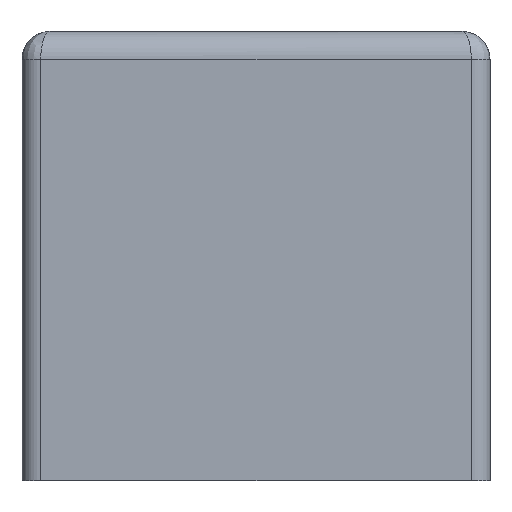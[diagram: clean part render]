
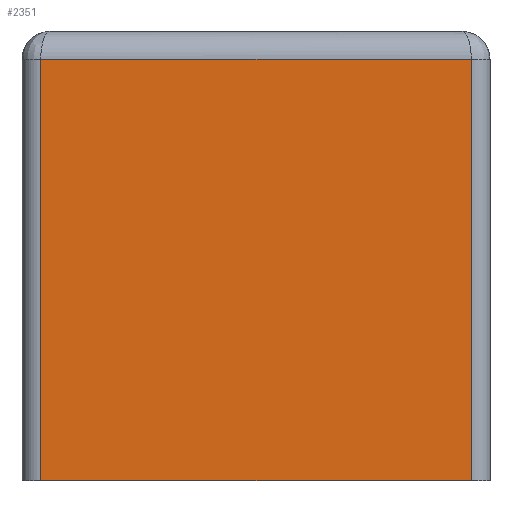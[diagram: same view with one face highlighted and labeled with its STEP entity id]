
A CAD part, left-side view. The second image highlights one B-rep face of the part: STEP entity #2351.
In plain terms, the highlighted planar face has unit normal (-1, 0, 0).
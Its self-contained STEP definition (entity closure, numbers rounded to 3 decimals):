
#391 = VERTEX_POINT ( 'NONE', #2883 ) ;
#743 = VECTOR ( 'NONE', #3135, 1000. ) ;
#788 = ORIENTED_EDGE ( 'NONE', *, *, #975, .T. ) ;
#930 = ORIENTED_EDGE ( 'NONE', *, *, #1990, .T. ) ;
#962 = LINE ( 'NONE', #1503, #743 ) ;
#970 = CARTESIAN_POINT ( 'NONE',  ( -25.5, -11.5, 24. ) ) ;
#975 = EDGE_CURVE ( 'NONE', #3064, #391, #2256, .T. ) ;
#994 = LINE ( 'NONE', #2050, #3245 ) ;
#1339 = VERTEX_POINT ( 'NONE', #1348 ) ;
#1348 = CARTESIAN_POINT ( 'NONE',  ( -25.5, -11.5, 22.5 ) ) ;
#1503 = CARTESIAN_POINT ( 'NONE',  ( -25.5, 12.5, 0. ) ) ;
#1528 = CARTESIAN_POINT ( 'NONE',  ( -25.5, 11.5, 24. ) ) ;
#1585 = EDGE_LOOP ( 'NONE', ( #930, #2402, #1634, #788 ) ) ;
#1634 = ORIENTED_EDGE ( 'NONE', *, *, #1676, .T. ) ;
#1676 = EDGE_CURVE ( 'NONE', #1339, #3064, #994, .T. ) ;
#1718 = CARTESIAN_POINT ( 'NONE',  ( -25.5, 11.5, 22.5 ) ) ;
#1949 = PLANE ( 'NONE',  #3302 ) ;
#1964 = DIRECTION ( 'NONE',  ( 1., 0., 0. ) ) ;
#1990 = EDGE_CURVE ( 'NONE', #391, #3275, #962, .T. ) ;
#2027 = DIRECTION ( 'NONE',  ( 0., 0., 1. ) ) ;
#2050 = CARTESIAN_POINT ( 'NONE',  ( -25.5, 12.5, 22.5 ) ) ;
#2117 = DIRECTION ( 'NONE',  ( 0., 1., 0. ) ) ;
#2256 = LINE ( 'NONE', #1528, #2597 ) ;
#2318 = EDGE_CURVE ( 'NONE', #3275, #1339, #2581, .T. ) ;
#2351 = ADVANCED_FACE ( 'NONE', ( #2417 ), #1949, .F. ) ;
#2402 = ORIENTED_EDGE ( 'NONE', *, *, #2318, .T. ) ;
#2417 = FACE_OUTER_BOUND ( 'NONE', #1585, .T. ) ;
#2473 = VECTOR ( 'NONE', #2027, 1000. ) ;
#2581 = LINE ( 'NONE', #970, #2473 ) ;
#2597 = VECTOR ( 'NONE', #3057, 1000. ) ;
#2883 = CARTESIAN_POINT ( 'NONE',  ( -25.5, 11.5, 0. ) ) ;
#3045 = DIRECTION ( 'NONE',  ( 0., 0., -1. ) ) ;
#3057 = DIRECTION ( 'NONE',  ( 0., 0., -1. ) ) ;
#3059 = CARTESIAN_POINT ( 'NONE',  ( -25.5, -11.5, 0. ) ) ;
#3064 = VERTEX_POINT ( 'NONE', #1718 ) ;
#3135 = DIRECTION ( 'NONE',  ( 0., -1., 0. ) ) ;
#3245 = VECTOR ( 'NONE', #2117, 1000. ) ;
#3273 = CARTESIAN_POINT ( 'NONE',  ( -25.5, 12.5, 24. ) ) ;
#3275 = VERTEX_POINT ( 'NONE', #3059 ) ;
#3302 = AXIS2_PLACEMENT_3D ( 'NONE', #3273, #1964, #3045 ) ;
